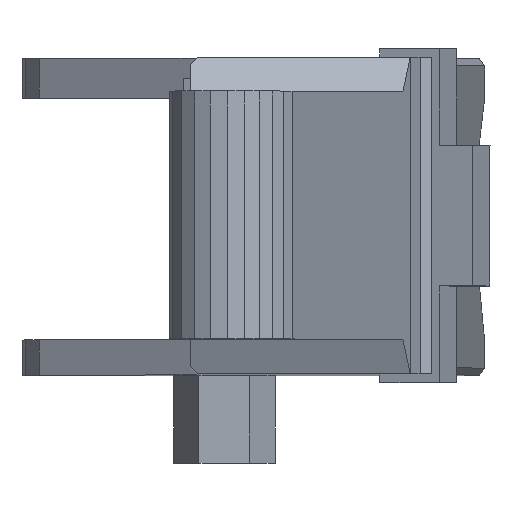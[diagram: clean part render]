
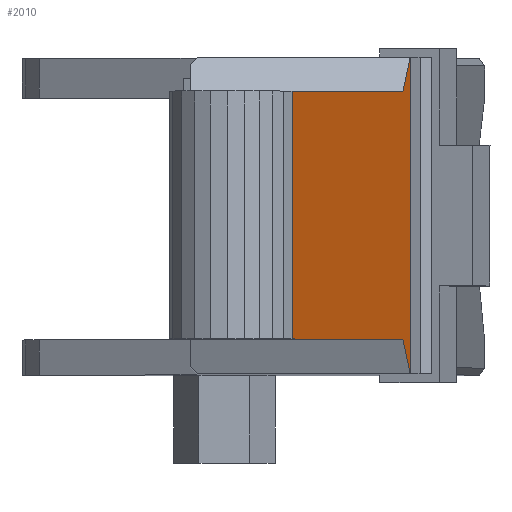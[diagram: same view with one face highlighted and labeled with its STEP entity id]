
A CAD part, top view. The second image highlights one B-rep face of the part: STEP entity #2010.
In plain terms, the highlighted planar face has unit normal (0.946, 0, 0.326).
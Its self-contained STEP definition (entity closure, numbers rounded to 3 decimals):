
#70 = EDGE_CURVE ( 'NONE', #2070, #2343, #343, .T. ) ;
#118 = ORIENTED_EDGE ( 'NONE', *, *, #1646, .T. ) ;
#123 = DIRECTION ( 'NONE',  ( 0.946, 0., 0.326 ) ) ;
#160 = VERTEX_POINT ( 'NONE', #2370 ) ;
#188 = DIRECTION ( 'NONE',  ( -0.179, -0.836, 0.519 ) ) ;
#239 = ORIENTED_EDGE ( 'NONE', *, *, #70, .T. ) ;
#265 = VECTOR ( 'NONE', #1686, 1000. ) ;
#276 = EDGE_LOOP ( 'NONE', ( #672, #239, #2189, #118, #814, #2199 ) ) ;
#335 = EDGE_CURVE ( 'NONE', #2070, #1408, #1250, .T. ) ;
#343 = LINE ( 'NONE', #1478, #1423 ) ;
#372 = LINE ( 'NONE', #2279, #1457 ) ;
#374 = CARTESIAN_POINT ( 'NONE',  ( 244.598, 70.5, 1013.706 ) ) ;
#498 = DIRECTION ( 'NONE',  ( 0., -1., 0. ) ) ;
#609 = LINE ( 'NONE', #374, #1694 ) ;
#666 = CARTESIAN_POINT ( 'NONE',  ( 201.508, 70.5, 1138.846 ) ) ;
#672 = ORIENTED_EDGE ( 'NONE', *, *, #335, .F. ) ;
#750 = PLANE ( 'NONE',  #1140 ) ;
#814 = ORIENTED_EDGE ( 'NONE', *, *, #2414, .F. ) ;
#820 = FACE_OUTER_BOUND ( 'NONE', #276, .T. ) ;
#823 = LINE ( 'NONE', #1474, #265 ) ;
#1014 = LINE ( 'NONE', #2157, #2162 ) ;
#1089 = DIRECTION ( 'NONE',  ( 0.179, -0.836, -0.519 ) ) ;
#1140 = AXIS2_PLACEMENT_3D ( 'NONE', #2253, #123, #1626 ) ;
#1250 = LINE ( 'NONE', #1590, #1828 ) ;
#1408 = VERTEX_POINT ( 'NONE', #1604 ) ;
#1423 = VECTOR ( 'NONE', #188, 1000. ) ;
#1427 = DIRECTION ( 'NONE',  ( -0.326, 0., 0.946 ) ) ;
#1457 = VECTOR ( 'NONE', #1427, 1000. ) ;
#1474 = CARTESIAN_POINT ( 'NONE',  ( 138.509, 0., 1321.81 ) ) ;
#1478 = CARTESIAN_POINT ( 'NONE',  ( 283.782, 455.008, 899.904 ) ) ;
#1590 = CARTESIAN_POINT ( 'NONE',  ( 205.681, -90., 1126.728 ) ) ;
#1604 = CARTESIAN_POINT ( 'NONE',  ( 205.681, -90., 1126.728 ) ) ;
#1626 = DIRECTION ( 'NONE',  ( 0.326, 0., -0.946 ) ) ;
#1646 = EDGE_CURVE ( 'NONE', #1950, #160, #823, .T. ) ;
#1686 = DIRECTION ( 'NONE',  ( 0., -1., 0. ) ) ;
#1694 = VECTOR ( 'NONE', #1882, 1000. ) ;
#1828 = VECTOR ( 'NONE', #498, 1000. ) ;
#1882 = DIRECTION ( 'NONE',  ( 0.326, 0., -0.946 ) ) ;
#1950 = VERTEX_POINT ( 'NONE', #2450 ) ;
#2010 = ADVANCED_FACE ( 'NONE', ( #820 ), #750, .T. ) ;
#2060 = CARTESIAN_POINT ( 'NONE',  ( 205.681, 90., 1126.728 ) ) ;
#2070 = VERTEX_POINT ( 'NONE', #2060 ) ;
#2132 = VERTEX_POINT ( 'NONE', #2297 ) ;
#2157 = CARTESIAN_POINT ( 'NONE',  ( 198.124, -54.686, 1148.673 ) ) ;
#2162 = VECTOR ( 'NONE', #1089, 1000. ) ;
#2189 = ORIENTED_EDGE ( 'NONE', *, *, #2555, .F. ) ;
#2199 = ORIENTED_EDGE ( 'NONE', *, *, #2342, .T. ) ;
#2253 = CARTESIAN_POINT ( 'NONE',  ( 218.655, -90., 1089.048 ) ) ;
#2279 = CARTESIAN_POINT ( 'NONE',  ( 192.503, -70.5, 1165. ) ) ;
#2297 = CARTESIAN_POINT ( 'NONE',  ( 201.508, -70.5, 1138.846 ) ) ;
#2342 = EDGE_CURVE ( 'NONE', #2132, #1408, #1014, .T. ) ;
#2343 = VERTEX_POINT ( 'NONE', #666 ) ;
#2370 = CARTESIAN_POINT ( 'NONE',  ( 138.509, -70.5, 1321.81 ) ) ;
#2414 = EDGE_CURVE ( 'NONE', #2132, #160, #372, .T. ) ;
#2450 = CARTESIAN_POINT ( 'NONE',  ( 138.509, 70.5, 1321.81 ) ) ;
#2555 = EDGE_CURVE ( 'NONE', #1950, #2343, #609, .T. ) ;
